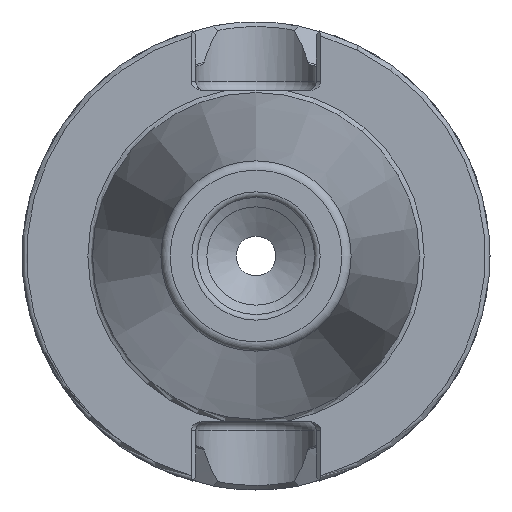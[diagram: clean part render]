
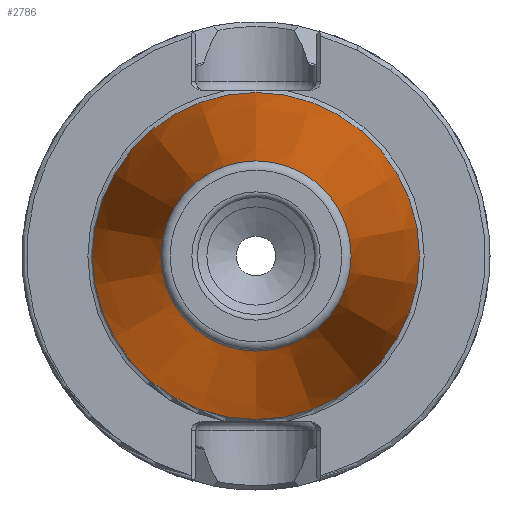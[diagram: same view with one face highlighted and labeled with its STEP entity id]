
A CAD part, left-side view. The second image highlights one B-rep face of the part: STEP entity #2786.
In plain terms, the highlighted conical face has half-angle 8.297 degrees and reference radius 34.925 mm.
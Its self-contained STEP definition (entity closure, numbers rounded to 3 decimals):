
#77 = EDGE_CURVE ( 'NONE', #1917, #1917, #2093, .T. ) ;
#210 = DIRECTION ( 'NONE',  ( 0., 0., -1. ) ) ;
#607 = CARTESIAN_POINT ( 'NONE',  ( 0., 0., 34.925 ) ) ;
#648 = CIRCLE ( 'NONE', #2779, 34.925 ) ;
#849 = AXIS2_PLACEMENT_3D ( 'NONE', #1092, #3220, #1059 ) ;
#1051 = EDGE_LOOP ( 'NONE', ( #2186 ) ) ;
#1059 = DIRECTION ( 'NONE',  ( 0., 0., 1. ) ) ;
#1092 = CARTESIAN_POINT ( 'NONE',  ( -100.089, 0., 0. ) ) ;
#1190 = AXIS2_PLACEMENT_3D ( 'NONE', #2340, #2327, #210 ) ;
#1634 = VERTEX_POINT ( 'NONE', #607 ) ;
#1727 = DIRECTION ( 'NONE',  ( -1., 0., 0. ) ) ;
#1851 = EDGE_LOOP ( 'NONE', ( #3786 ) ) ;
#1917 = VERTEX_POINT ( 'NONE', #3874 ) ;
#2030 = DIRECTION ( 'NONE',  ( 0., 0., 1. ) ) ;
#2093 = CIRCLE ( 'NONE', #849, 20.329 ) ;
#2186 = ORIENTED_EDGE ( 'NONE', *, *, #77, .F. ) ;
#2205 = FACE_OUTER_BOUND ( 'NONE', #1851, .T. ) ;
#2327 = DIRECTION ( 'NONE',  ( 1., 0., 0. ) ) ;
#2340 = CARTESIAN_POINT ( 'NONE',  ( 0., 0., 0. ) ) ;
#2680 = FACE_BOUND ( 'NONE', #1051, .T. ) ;
#2779 = AXIS2_PLACEMENT_3D ( 'NONE', #3576, #1727, #2030 ) ;
#2786 = ADVANCED_FACE ( 'NONE', ( #2680, #2205 ), #3317, .T. ) ;
#3220 = DIRECTION ( 'NONE',  ( -1., 0., 0. ) ) ;
#3317 = CONICAL_SURFACE ( 'NONE', #1190, 34.925, 0.145 ) ;
#3576 = CARTESIAN_POINT ( 'NONE',  ( 0., 0., 0. ) ) ;
#3786 = ORIENTED_EDGE ( 'NONE', *, *, #3793, .T. ) ;
#3793 = EDGE_CURVE ( 'NONE', #1634, #1634, #648, .T. ) ;
#3874 = CARTESIAN_POINT ( 'NONE',  ( -100.089, 0., 20.329 ) ) ;
